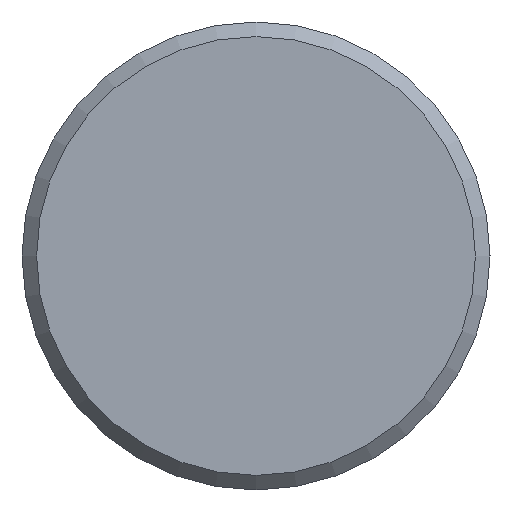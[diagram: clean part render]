
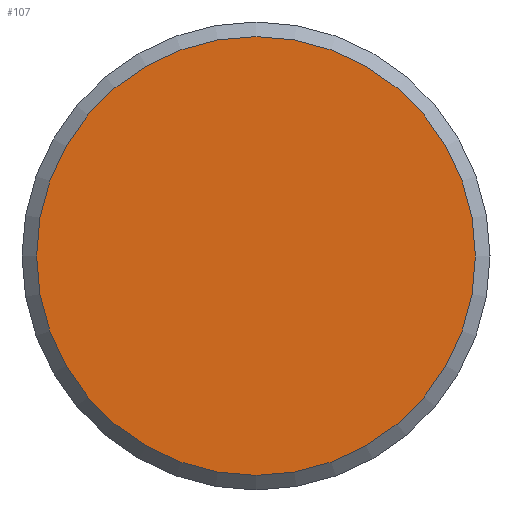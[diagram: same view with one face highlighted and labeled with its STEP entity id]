
A CAD part, left-side view. The second image highlights one B-rep face of the part: STEP entity #107.
In plain terms, the highlighted planar face has unit normal (-1, 0, 0).
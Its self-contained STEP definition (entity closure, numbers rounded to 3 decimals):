
#107 = ADVANCED_FACE( '', ( #216 ), #217, .F. );
#216 = FACE_OUTER_BOUND( '', #321, .T. );
#217 = PLANE( '', #322 );
#321 = EDGE_LOOP( '', ( #579 ) );
#322 = AXIS2_PLACEMENT_3D( '', #580, #581, #582 );
#579 = ORIENTED_EDGE( '', *, *, #715, .F. );
#580 = CARTESIAN_POINT( '', ( 0., 0., 0. ) );
#581 = DIRECTION( '', ( 1., 0., 0. ) );
#582 = DIRECTION( '', ( 0., 0., -1. ) );
#715 = EDGE_CURVE( '', #873, #873, #874, .T. );
#873 = VERTEX_POINT( '', #1084 );
#874 = CIRCLE( '', #1085, 3.281 );
#1084 = CARTESIAN_POINT( '', ( 0., 0., -3.281 ) );
#1085 = AXIS2_PLACEMENT_3D( '', #1211, #1212, #1213 );
#1211 = CARTESIAN_POINT( '', ( 0., 0., 0. ) );
#1212 = DIRECTION( '', ( 1., 0., 0. ) );
#1213 = DIRECTION( '', ( 0., 0., -1. ) );
